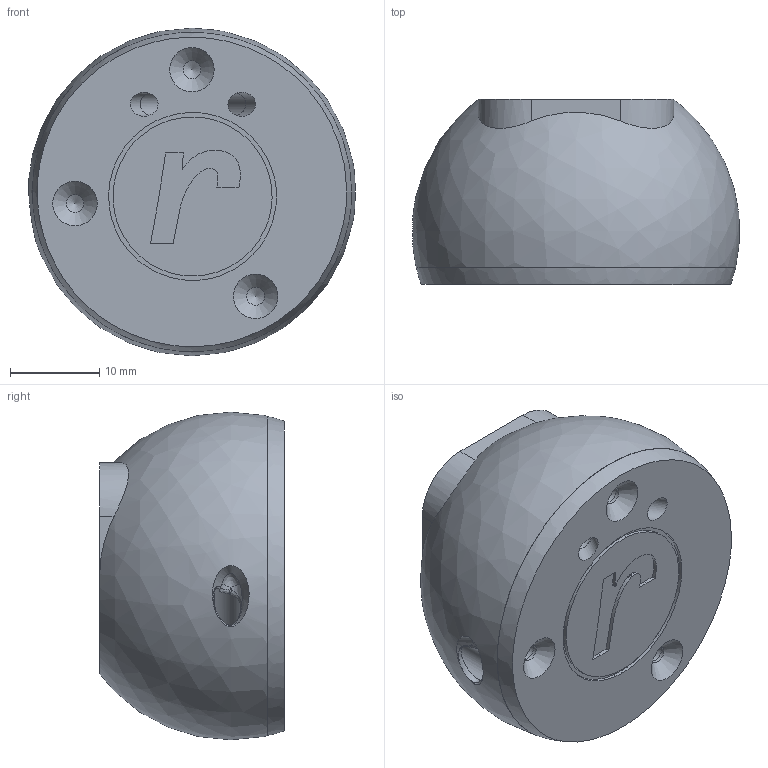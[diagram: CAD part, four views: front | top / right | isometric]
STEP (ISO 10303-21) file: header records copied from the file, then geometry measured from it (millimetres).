
FILE_DESCRIPTION(/* description */ (''),/* implementation_level */ '2;1');
FILE_NAME(/* name */ 'Minisensor v1.step',/* time_stamp */ '2019-05-24T10:46:47+02:00',/* author */ (''),/* organization */ (''),/* preprocessor_version */ 'ST-DEVELOPER v18',/* originating_system */ 'Autodesk Translation Framework v8.2.0.1029',/* authorisation */ '');
FILE_SCHEMA (('AUTOMOTIVE_DESIGN { 1 0 10303 214 3 1 1 }'));
Length unit declared in the file: millimetre
Products named in the file (1): Minisensor
Bounding box: 36.73 x 20.75 x 36.8 mm (x, y, z)
Volume: 12219.8 mm3; surface area: 7793.4 mm2
Topology: 2 solids, 2 shells, 223 faces, 626 edges, 408 vertices
Faces by surface type: plane 100, bspline 63, cylinder 46, cone 12, torus 2
Full cylindrical faces by diameter (mm): 2 x6, 2.7 x6, 3 x1
Entity records: 8876 total; most frequent: CARTESIAN_POINT 3613, ORIENTED_EDGE 1244, DIRECTION 917, EDGE_CURVE 622, VERTEX_POINT 408, LINE 331, VECTOR 331, AXIS2_PLACEMENT_3D 293
